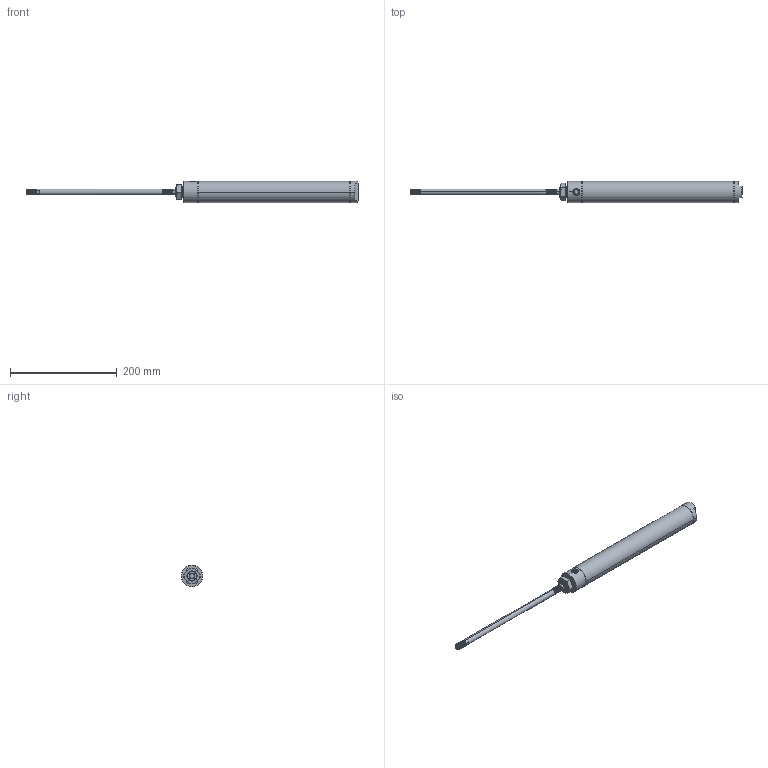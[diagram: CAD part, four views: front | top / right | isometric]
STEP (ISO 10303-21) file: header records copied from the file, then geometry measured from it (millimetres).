
FILE_DESCRIPTION (( 'STEP AP203' ), '1' );
FILE_NAME ('6498K231.step', '2015-04-09T15:45:33', ( '' ), ( '' ), 'SwSTEP 2.0', 'SolidWorks 2010', '' );
FILE_SCHEMA (( 'CONFIG_CONTROL_DESIGN' ));
Length unit declared in the file: inch
Products named in the file (1): 6498K231
Bounding box: 620.78 x 39.62 x 39.62 mm (x, y, z)
Volume: 436846.4 mm3; surface area: 59074.8 mm2
Topology: 3 solids, 3 shells, 213 faces, 566 edges, 365 vertices
Faces by surface type: cylinder 121, cone 43, plane 34, bspline 15
Entity records: 16054 total; most frequent: CARTESIAN_POINT 11505, ORIENTED_EDGE 1132, DIRECTION 747, EDGE_CURVE 566, VERTEX_POINT 365, AXIS2_PLACEMENT_3D 288, EDGE_LOOP 219, ADVANCED_FACE 213
